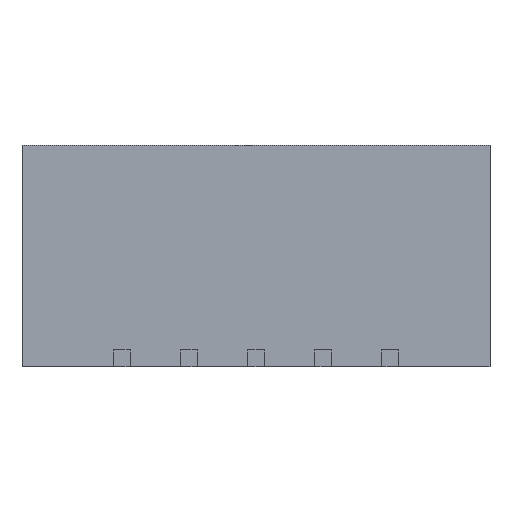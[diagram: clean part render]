
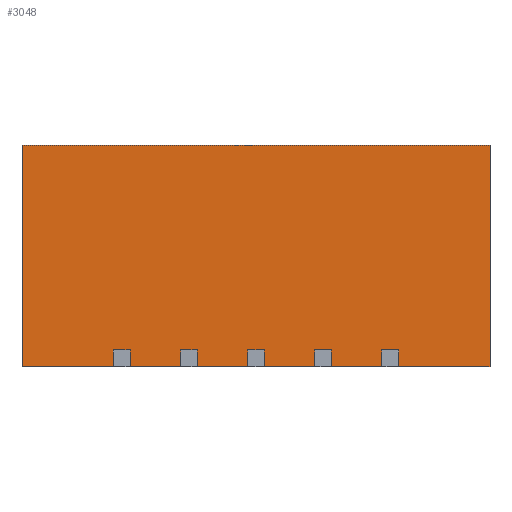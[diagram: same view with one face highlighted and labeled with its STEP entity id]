
A CAD part, front view. The second image highlights one B-rep face of the part: STEP entity #3048.
In plain terms, the highlighted planar face has unit normal (0, -1, 0).
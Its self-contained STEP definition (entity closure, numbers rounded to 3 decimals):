
#1440=CARTESIAN_POINT('',(-4.25,-5.0,0.5));
#1441=VERTEX_POINT('',#1440);
#1442=CARTESIAN_POINT('',(-3.75,-5.0,0.5));
#1443=VERTEX_POINT('',#1442);
#1444=CARTESIAN_POINT('',(-4.0,-5.0,0.5));
#1445=DIRECTION('',(1.0,0.0,0.0));
#1446=VECTOR('',#1445,1.0);
#1447=LINE('',#1444,#1446);
#1448=EDGE_CURVE('n� 1774',#1441,#1443,#1447,.T.);
#1480=CARTESIAN_POINT('',(-2.25,-5.0,0.5));
#1481=VERTEX_POINT('',#1480);
#1482=CARTESIAN_POINT('',(-1.75,-5.0,0.5));
#1483=VERTEX_POINT('',#1482);
#1484=CARTESIAN_POINT('',(-2.0,-5.0,0.5));
#1485=DIRECTION('',(1.0,0.0,0.0));
#1486=VECTOR('',#1485,1.0);
#1487=LINE('',#1484,#1486);
#1488=EDGE_CURVE('n� 1753',#1481,#1483,#1487,.T.);
#1520=CARTESIAN_POINT('',(-0.25,-5.0,0.5));
#1521=VERTEX_POINT('',#1520);
#1522=CARTESIAN_POINT('',(0.25,-5.0,0.5));
#1523=VERTEX_POINT('',#1522);
#1524=CARTESIAN_POINT('',(0.0,-5.0,0.5));
#1525=DIRECTION('',(1.0,0.0,0.0));
#1526=VECTOR('',#1525,1.0);
#1527=LINE('',#1524,#1526);
#1528=EDGE_CURVE('n� 1732',#1521,#1523,#1527,.T.);
#1560=CARTESIAN_POINT('',(1.75,-5.0,0.5));
#1561=VERTEX_POINT('',#1560);
#1562=CARTESIAN_POINT('',(2.25,-5.0,0.5));
#1563=VERTEX_POINT('',#1562);
#1564=CARTESIAN_POINT('',(2.0,-5.0,0.5));
#1565=DIRECTION('',(1.0,0.0,0.0));
#1566=VECTOR('',#1565,1.0);
#1567=LINE('',#1564,#1566);
#1568=EDGE_CURVE('n� 1711',#1561,#1563,#1567,.T.);
#1600=CARTESIAN_POINT('',(3.75,-5.0,0.5));
#1601=VERTEX_POINT('',#1600);
#1602=CARTESIAN_POINT('',(4.25,-5.0,0.5));
#1603=VERTEX_POINT('',#1602);
#1604=CARTESIAN_POINT('',(4.0,-5.0,0.5));
#1605=DIRECTION('',(1.0,0.0,0.0));
#1606=VECTOR('',#1605,1.0);
#1607=LINE('',#1604,#1606);
#1608=EDGE_CURVE('n� 1690',#1601,#1603,#1607,.T.);
#2034=CARTESIAN_POINT('',(-4.25,-5.,-0.0));
#2035=VERTEX_POINT('',#2034);
#2036=CARTESIAN_POINT('',(-4.25,-5.0,0.25));
#2037=DIRECTION('',(0.0,0.,-1.0));
#2038=VECTOR('',#2037,1.0);
#2039=LINE('',#2036,#2038);
#2040=EDGE_CURVE('n� 1358',#1441,#2035,#2039,.T.);
#2081=CARTESIAN_POINT('',(-3.75,-5.,-0.0));
#2082=VERTEX_POINT('',#2081);
#2089=CARTESIAN_POINT('',(-3.75,-5.0,0.25));
#2090=DIRECTION('',(0.0,0.,1.0));
#2091=VECTOR('',#2090,1.0);
#2092=LINE('',#2089,#2091);
#2093=EDGE_CURVE('n� 1316',#2082,#1443,#2092,.T.);
#2113=CARTESIAN_POINT('',(-2.25,-5.,-0.0));
#2114=VERTEX_POINT('',#2113);
#2115=CARTESIAN_POINT('',(-2.25,-5.0,0.25));
#2116=DIRECTION('',(0.0,0.,-1.0));
#2117=VECTOR('',#2116,1.0);
#2118=LINE('',#2115,#2117);
#2119=EDGE_CURVE('n� 1295',#1481,#2114,#2118,.T.);
#2160=CARTESIAN_POINT('',(-1.75,-5.,-0.0));
#2161=VERTEX_POINT('',#2160);
#2168=CARTESIAN_POINT('',(-1.75,-5.0,0.25));
#2169=DIRECTION('',(0.0,0.,1.0));
#2170=VECTOR('',#2169,1.0);
#2171=LINE('',#2168,#2170);
#2172=EDGE_CURVE('n� 1253',#2161,#1483,#2171,.T.);
#2192=CARTESIAN_POINT('',(-0.25,-5.,-0.0));
#2193=VERTEX_POINT('',#2192);
#2194=CARTESIAN_POINT('',(-0.25,-5.0,0.25));
#2195=DIRECTION('',(0.0,0.,-1.0));
#2196=VECTOR('',#2195,1.0);
#2197=LINE('',#2194,#2196);
#2198=EDGE_CURVE('n� 1232',#1521,#2193,#2197,.T.);
#2239=CARTESIAN_POINT('',(0.25,-5.,-0.0));
#2240=VERTEX_POINT('',#2239);
#2247=CARTESIAN_POINT('',(0.25,-5.0,0.25));
#2248=DIRECTION('',(0.0,0.,1.0));
#2249=VECTOR('',#2248,1.0);
#2250=LINE('',#2247,#2249);
#2251=EDGE_CURVE('n� 1190',#2240,#1523,#2250,.T.);
#2271=CARTESIAN_POINT('',(1.75,-5.,-0.0));
#2272=VERTEX_POINT('',#2271);
#2273=CARTESIAN_POINT('',(1.75,-5.0,0.25));
#2274=DIRECTION('',(0.0,0.,-1.0));
#2275=VECTOR('',#2274,1.0);
#2276=LINE('',#2273,#2275);
#2277=EDGE_CURVE('n� 1169',#1561,#2272,#2276,.T.);
#2318=CARTESIAN_POINT('',(2.25,-5.,-0.0));
#2319=VERTEX_POINT('',#2318);
#2326=CARTESIAN_POINT('',(2.25,-5.0,0.25));
#2327=DIRECTION('',(0.0,0.,1.0));
#2328=VECTOR('',#2327,1.0);
#2329=LINE('',#2326,#2328);
#2330=EDGE_CURVE('n� 1127',#2319,#1563,#2329,.T.);
#2350=CARTESIAN_POINT('',(3.75,-5.,-0.0));
#2351=VERTEX_POINT('',#2350);
#2352=CARTESIAN_POINT('',(3.75,-5.0,0.25));
#2353=DIRECTION('',(0.0,0.,-1.0));
#2354=VECTOR('',#2353,1.0);
#2355=LINE('',#2352,#2354);
#2356=EDGE_CURVE('n� 1106',#1601,#2351,#2355,.T.);
#2397=CARTESIAN_POINT('',(4.25,-5.,-0.0));
#2398=VERTEX_POINT('',#2397);
#2405=CARTESIAN_POINT('',(4.25,-5.0,0.25));
#2406=DIRECTION('',(0.0,0.,1.0));
#2407=VECTOR('',#2406,1.0);
#2408=LINE('',#2405,#2407);
#2409=EDGE_CURVE('n� 1064',#2398,#1603,#2408,.T.);
#2750=CARTESIAN_POINT('',(-6.975,-5.0,6.6));
#2751=VERTEX_POINT('',#2750);
#2758=CARTESIAN_POINT('',(6.975,-5.0,6.6));
#2759=VERTEX_POINT('',#2758);
#2760=CARTESIAN_POINT('',(0.0,-5.0,6.6));
#2761=DIRECTION('',(1.0,0.0,0.0));
#2762=VECTOR('',#2761,1.0);
#2763=LINE('',#2760,#2762);
#2764=EDGE_CURVE('n� 364',#2751,#2759,#2763,.T.);
#2784=CARTESIAN_POINT('',(6.975,-5.,-0.0));
#2785=VERTEX_POINT('',#2784);
#2786=CARTESIAN_POINT('',(6.975,-5.0,3.3));
#2787=DIRECTION('',(0.0,0.,-1.0));
#2788=VECTOR('',#2787,1.0);
#2789=LINE('',#2786,#2788);
#2790=EDGE_CURVE('n� 363',#2759,#2785,#2789,.T.);
#2809=CARTESIAN_POINT('',(0.0,-5.0,-0.0));
#2810=DIRECTION('',(-1.0,0.0,0.0));
#2811=VECTOR('',#2810,1.0);
#2812=LINE('',#2809,#2811);
#2813=EDGE_CURVE('n� 382',#2351,#2319,#2812,.T.);
#2818=CARTESIAN_POINT('',(0.0,-5.0,-0.0));
#2819=DIRECTION('',(-1.0,0.0,0.0));
#2820=VECTOR('',#2819,1.0);
#2821=LINE('',#2818,#2820);
#2822=EDGE_CURVE('n� 378',#2272,#2240,#2821,.T.);
#2827=CARTESIAN_POINT('',(0.0,-5.0,-0.0));
#2828=DIRECTION('',(-1.0,0.0,0.0));
#2829=VECTOR('',#2828,1.0);
#2830=LINE('',#2827,#2829);
#2831=EDGE_CURVE('n� 374',#2193,#2161,#2830,.T.);
#2836=CARTESIAN_POINT('',(0.0,-5.0,-0.0));
#2837=DIRECTION('',(-1.0,0.0,0.0));
#2838=VECTOR('',#2837,1.0);
#2839=LINE('',#2836,#2838);
#2840=EDGE_CURVE('n� 370',#2114,#2082,#2839,.T.);
#2845=CARTESIAN_POINT('',(-6.975,-5.,-0.0));
#2846=VERTEX_POINT('',#2845);
#2847=CARTESIAN_POINT('',(0.0,-5.0,-0.0));
#2848=DIRECTION('',(-1.0,0.,0.0));
#2849=VECTOR('',#2848,1.0);
#2850=LINE('',#2847,#2849);
#2851=EDGE_CURVE('n� 366',#2035,#2846,#2850,.T.);
#2881=CARTESIAN_POINT('',(0.0,-5.0,-0.0));
#2882=DIRECTION('',(-1.0,0.0,0.0));
#2883=VECTOR('',#2882,1.0);
#2884=LINE('',#2881,#2883);
#2885=EDGE_CURVE('n� 362',#2785,#2398,#2884,.T.);
#3012=ORIENTED_EDGE('',*,*,#2409,.F.);
#3013=ORIENTED_EDGE('',*,*,#2885,.F.);
#3014=ORIENTED_EDGE('',*,*,#2790,.F.);
#3015=ORIENTED_EDGE('',*,*,#2764,.F.);
#3016=CARTESIAN_POINT('',(-6.975,-5.0,3.3));
#3017=DIRECTION('',(0.0,0.,1.0));
#3018=VECTOR('',#3017,1.0);
#3019=LINE('',#3016,#3018);
#3020=EDGE_CURVE('n� 247',#2846,#2751,#3019,.T.);
#3021=ORIENTED_EDGE('',*,*,#3020,.F.);
#3022=ORIENTED_EDGE('',*,*,#2851,.F.);
#3023=ORIENTED_EDGE('',*,*,#2040,.F.);
#3024=ORIENTED_EDGE('',*,*,#1448,.T.);
#3025=ORIENTED_EDGE('',*,*,#2093,.F.);
#3026=ORIENTED_EDGE('',*,*,#2840,.F.);
#3027=ORIENTED_EDGE('',*,*,#2119,.F.);
#3028=ORIENTED_EDGE('',*,*,#1488,.T.);
#3029=ORIENTED_EDGE('',*,*,#2172,.F.);
#3030=ORIENTED_EDGE('',*,*,#2831,.F.);
#3031=ORIENTED_EDGE('',*,*,#2198,.F.);
#3032=ORIENTED_EDGE('',*,*,#1528,.T.);
#3033=ORIENTED_EDGE('',*,*,#2251,.F.);
#3034=ORIENTED_EDGE('',*,*,#2822,.F.);
#3035=ORIENTED_EDGE('',*,*,#2277,.F.);
#3036=ORIENTED_EDGE('',*,*,#1568,.T.);
#3037=ORIENTED_EDGE('',*,*,#2330,.F.);
#3038=ORIENTED_EDGE('',*,*,#2813,.F.);
#3039=ORIENTED_EDGE('',*,*,#2356,.F.);
#3040=ORIENTED_EDGE('',*,*,#1608,.T.);
#3041=EDGE_LOOP('',(
    #3012,#3013,#3014,#3015,#3021,#3022,#3023,#3024,#3025,#3026,
    #3027,#3028,#3029,#3030,#3031,#3032,#3033,#3034,#3035,#3036,
    #3037,#3038,#3039,#3040));
#3042=FACE_OUTER_BOUND('',#3041,.T.);
#3043=CARTESIAN_POINT('',(6.975,-5.0,-0.0));
#3044=DIRECTION('',(0.0,1.0,0.0));
#3045=DIRECTION('',(-1.0,-0.0,0.0));
#3046=AXIS2_PLACEMENT_3D('',#3043,#3044,#3045);
#3047=PLANE('',#3046);
#3048=ADVANCED_FACE('n� 357',(#3042),#3047,.F.);
